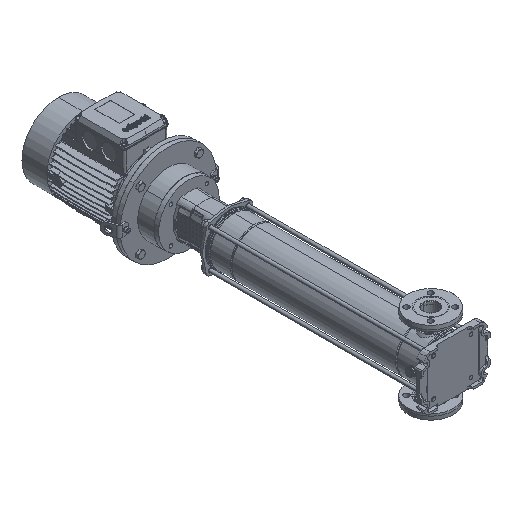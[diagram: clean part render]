
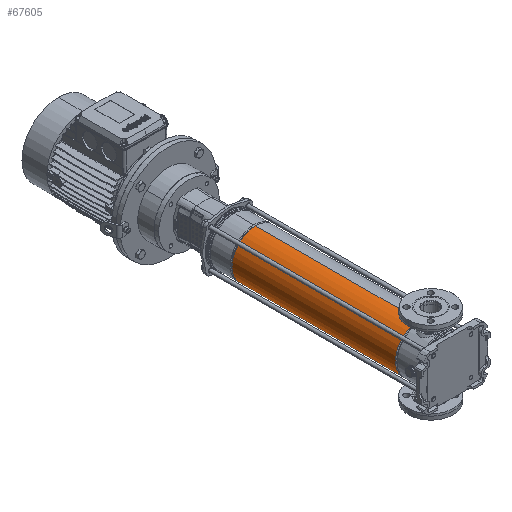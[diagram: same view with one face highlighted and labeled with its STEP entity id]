
A CAD part, isometric view. The second image highlights one B-rep face of the part: STEP entity #67605.
In plain terms, the highlighted cylindrical face has radius 85.9 mm (diameter 171.8 mm), a partial arc.
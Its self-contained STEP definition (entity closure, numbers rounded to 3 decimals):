
#2952 = VERTEX_POINT ( 'NONE', #28594 ) ;
#3837 = VERTEX_POINT ( 'NONE', #57795 ) ;
#3952 = ORIENTED_EDGE ( 'NONE', *, *, #68847, .F. ) ;
#4191 = DIRECTION ( 'NONE',  ( 0., 0., -1. ) ) ;
#7592 = EDGE_CURVE ( 'NONE', #3837, #2952, #23463, .T. ) ;
#19068 = AXIS2_PLACEMENT_3D ( 'NONE', #70559, #64159, #48893 ) ;
#20025 = EDGE_LOOP ( 'NONE', ( #77471, #60073, #41520, #3952 ) ) ;
#21428 = AXIS2_PLACEMENT_3D ( 'NONE', #42986, #72973, #35623 ) ;
#23463 = LINE ( 'NONE', #71461, #24882 ) ;
#24882 = VECTOR ( 'NONE', #4191, 1000. ) ;
#27710 = LINE ( 'NONE', #64088, #43118 ) ;
#27920 = EDGE_CURVE ( 'NONE', #79864, #43892, #27710, .T. ) ;
#28594 = CARTESIAN_POINT ( 'NONE',  ( 85.9, 0., 93.897 ) ) ;
#35623 = DIRECTION ( 'NONE',  ( -1., 0., 0. ) ) ;
#38240 = CARTESIAN_POINT ( 'NONE',  ( 0., 0., 0. ) ) ;
#41046 = CARTESIAN_POINT ( 'NONE',  ( -85.9, 0., 687.803 ) ) ;
#41520 = ORIENTED_EDGE ( 'NONE', *, *, #27920, .T. ) ;
#42900 = DIRECTION ( 'NONE',  ( 0., 0., -1. ) ) ;
#42986 = CARTESIAN_POINT ( 'NONE',  ( 0., 0., 93.897 ) ) ;
#43118 = VECTOR ( 'NONE', #42900, 1000. ) ;
#43892 = VERTEX_POINT ( 'NONE', #69452 ) ;
#45097 = FACE_OUTER_BOUND ( 'NONE', #20025, .T. ) ;
#45584 = CYLINDRICAL_SURFACE ( 'NONE', #47826, 85.9 ) ;
#47826 = AXIS2_PLACEMENT_3D ( 'NONE', #38240, #68247, #53448 ) ;
#48893 = DIRECTION ( 'NONE',  ( -1., 0., 0. ) ) ;
#53448 = DIRECTION ( 'NONE',  ( -1., 0., 0. ) ) ;
#57795 = CARTESIAN_POINT ( 'NONE',  ( 85.9, 0., 687.803 ) ) ;
#60073 = ORIENTED_EDGE ( 'NONE', *, *, #93694, .T. ) ;
#64088 = CARTESIAN_POINT ( 'NONE',  ( -85.9, 0., 0. ) ) ;
#64159 = DIRECTION ( 'NONE',  ( 0., 0., -1. ) ) ;
#64480 = CIRCLE ( 'NONE', #19068, 85.9 ) ;
#67605 = ADVANCED_FACE ( 'NONE', ( #45097 ), #45584, .T. ) ;
#68247 = DIRECTION ( 'NONE',  ( 0., 0., -1. ) ) ;
#68847 = EDGE_CURVE ( 'NONE', #2952, #43892, #88852, .T. ) ;
#69452 = CARTESIAN_POINT ( 'NONE',  ( -85.9, 0., 93.897 ) ) ;
#70559 = CARTESIAN_POINT ( 'NONE',  ( 0., 0., 687.803 ) ) ;
#71461 = CARTESIAN_POINT ( 'NONE',  ( 85.9, 0., 0. ) ) ;
#72973 = DIRECTION ( 'NONE',  ( 0., 0., -1. ) ) ;
#77471 = ORIENTED_EDGE ( 'NONE', *, *, #7592, .F. ) ;
#79864 = VERTEX_POINT ( 'NONE', #41046 ) ;
#88852 = CIRCLE ( 'NONE', #21428, 85.9 ) ;
#93694 = EDGE_CURVE ( 'NONE', #3837, #79864, #64480, .T. ) ;
